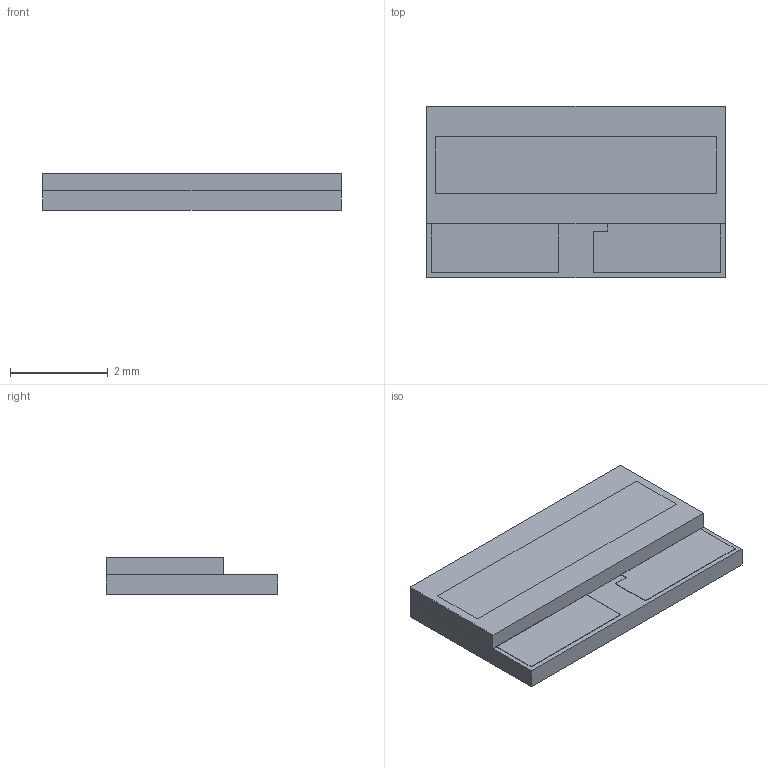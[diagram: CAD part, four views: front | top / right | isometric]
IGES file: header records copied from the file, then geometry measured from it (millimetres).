
Start section: SolidWorks IGES file using analytic representation for surfaces
Global section: file name: Assem1.IGS; native system: SolidWorks 2016; preprocessor: SolidWorks 2016; author: j45616; date: 200914.112423; units: millimetre
Bounding box: 6.1 x 3.5 x 0.75 mm (x, y, z)
Surface area: 110.7 mm2 (no closed solid volume)
Topology: 0 solids, 0 shells, 37 faces, 156 edges, 156 vertices
Faces by surface type: bspline 37
